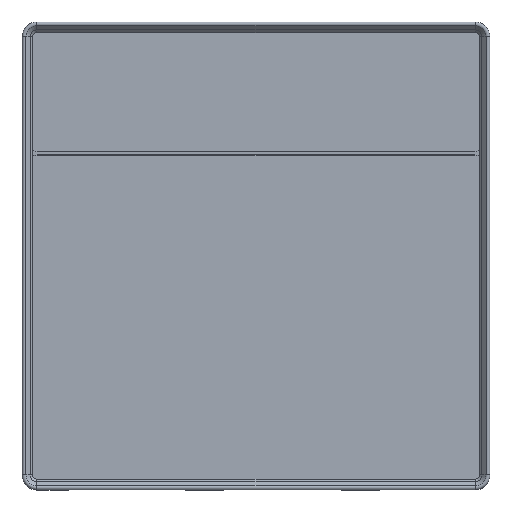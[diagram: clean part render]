
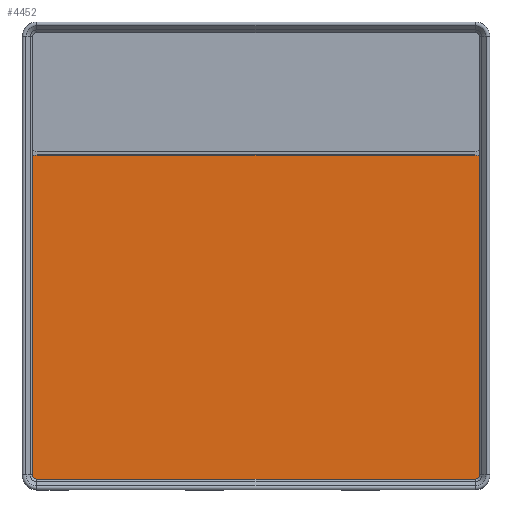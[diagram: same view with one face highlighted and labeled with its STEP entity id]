
A CAD part, top view. The second image highlights one B-rep face of the part: STEP entity #4452.
In plain terms, the highlighted planar face has unit normal (0, 0, 1).
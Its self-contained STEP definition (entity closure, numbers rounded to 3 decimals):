
#121=PLANE('',#4790);
#285=FACE_OUTER_BOUND('',#594,.T.);
#594=EDGE_LOOP('',(#3085,#3086,#3087,#3088,#3089,#3090,#3091,#3092));
#909=LINE('',#6806,#1378);
#910=LINE('',#6810,#1379);
#911=LINE('',#6814,#1380);
#912=LINE('',#6817,#1381);
#1378=VECTOR('',#5324,10.);
#1379=VECTOR('',#5327,10.);
#1380=VECTOR('',#5330,10.);
#1381=VECTOR('',#5333,10.);
#1842=CIRCLE('',#4788,3.);
#1844=CIRCLE('',#4791,3.);
#1845=CIRCLE('',#4792,2.8);
#1846=CIRCLE('',#4793,2.8);
#2042=VERTEX_POINT('',#6796);
#2043=VERTEX_POINT('',#6797);
#2046=VERTEX_POINT('',#6805);
#2047=VERTEX_POINT('',#6807);
#2048=VERTEX_POINT('',#6809);
#2049=VERTEX_POINT('',#6811);
#2050=VERTEX_POINT('',#6813);
#2051=VERTEX_POINT('',#6815);
#2413=EDGE_CURVE('',#2042,#2043,#1842,.T.);
#2417=EDGE_CURVE('',#2043,#2046,#909,.T.);
#2418=EDGE_CURVE('',#2046,#2047,#1844,.T.);
#2419=EDGE_CURVE('',#2048,#2047,#910,.T.);
#2420=EDGE_CURVE('',#2049,#2048,#1845,.T.);
#2421=EDGE_CURVE('',#2050,#2049,#911,.T.);
#2422=EDGE_CURVE('',#2051,#2050,#1846,.T.);
#2423=EDGE_CURVE('',#2042,#2051,#912,.T.);
#3085=ORIENTED_EDGE('',*,*,#2413,.T.);
#3086=ORIENTED_EDGE('',*,*,#2417,.T.);
#3087=ORIENTED_EDGE('',*,*,#2418,.T.);
#3088=ORIENTED_EDGE('',*,*,#2419,.F.);
#3089=ORIENTED_EDGE('',*,*,#2420,.F.);
#3090=ORIENTED_EDGE('',*,*,#2421,.F.);
#3091=ORIENTED_EDGE('',*,*,#2422,.F.);
#3092=ORIENTED_EDGE('',*,*,#2423,.F.);
#4452=ADVANCED_FACE('',(#285),#121,.T.);
#4788=AXIS2_PLACEMENT_3D('',#6798,#5316,#5317);
#4790=AXIS2_PLACEMENT_3D('',#6804,#5322,#5323);
#4791=AXIS2_PLACEMENT_3D('',#6808,#5325,#5326);
#4792=AXIS2_PLACEMENT_3D('',#6812,#5328,#5329);
#4793=AXIS2_PLACEMENT_3D('',#6816,#5331,#5332);
#5316=DIRECTION('center_axis',(0.,0.,1.));
#5317=DIRECTION('ref_axis',(0.707,0.707,0.));
#5322=DIRECTION('center_axis',(0.,0.,1.));
#5323=DIRECTION('ref_axis',(1.,0.,0.));
#5324=DIRECTION('',(-1.,0.,0.));
#5325=DIRECTION('center_axis',(0.,0.,1.));
#5326=DIRECTION('ref_axis',(-0.707,0.707,0.));
#5327=DIRECTION('',(0.,1.,0.));
#5328=DIRECTION('center_axis',(0.,0.,-1.));
#5329=DIRECTION('ref_axis',(0.,-1.,0.));
#5330=DIRECTION('',(-1.,0.,0.));
#5331=DIRECTION('center_axis',(0.,0.,-1.));
#5332=DIRECTION('ref_axis',(1.,0.,0.));
#5333=DIRECTION('',(0.,-1.,0.));
#6796=CARTESIAN_POINT('',(124.8,87.2,7.2));
#6797=CARTESIAN_POINT('',(121.8,90.2,7.2));
#6798=CARTESIAN_POINT('Origin',(121.8,87.2,7.2));
#6804=CARTESIAN_POINT('Origin',(63.,63.,7.2));
#6805=CARTESIAN_POINT('',(4.2,90.2,7.2));
#6806=CARTESIAN_POINT('',(93.9,90.2,7.2));
#6807=CARTESIAN_POINT('',(1.2,87.2,7.2));
#6808=CARTESIAN_POINT('Origin',(4.2,87.2,7.2));
#6809=CARTESIAN_POINT('',(1.2,4.,7.2));
#6810=CARTESIAN_POINT('',(1.2,4.,7.2));
#6811=CARTESIAN_POINT('',(4.,1.2,7.2));
#6812=CARTESIAN_POINT('Origin',(4.,4.,7.2));
#6813=CARTESIAN_POINT('',(122.,1.2,7.2));
#6814=CARTESIAN_POINT('',(122.,1.2,7.2));
#6815=CARTESIAN_POINT('',(124.8,4.,7.2));
#6816=CARTESIAN_POINT('Origin',(122.,4.,7.2));
#6817=CARTESIAN_POINT('',(124.8,122.,7.2));
